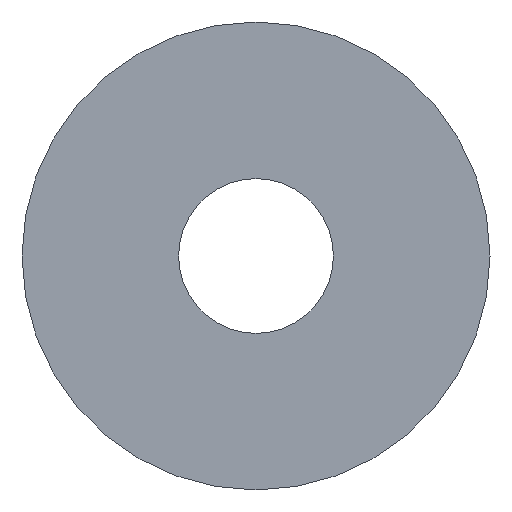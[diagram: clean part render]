
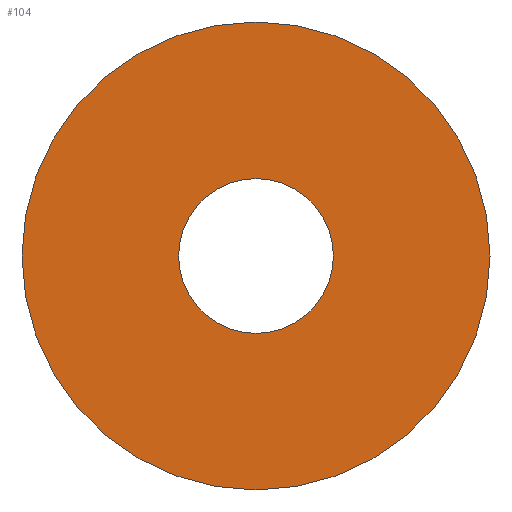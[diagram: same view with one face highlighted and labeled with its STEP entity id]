
A CAD part, front view. The second image highlights one B-rep face of the part: STEP entity #104.
In plain terms, the highlighted planar face has unit normal (0, -1, 0).
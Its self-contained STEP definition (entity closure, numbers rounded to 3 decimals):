
#7 = CARTESIAN_POINT ( 'NONE',  ( 74.5, 50.526, -42.28 ) ) ;
#8 = DIRECTION ( 'NONE',  ( 0., 1., 0. ) ) ;
#29 = VERTEX_POINT ( 'NONE', #158 ) ;
#31 = VERTEX_POINT ( 'NONE', #342 ) ;
#54 = DIRECTION ( 'NONE',  ( 0., 1., 0. ) ) ;
#58 = AXIS2_PLACEMENT_3D ( 'NONE', #228, #8, #351 ) ;
#75 = FACE_OUTER_BOUND ( 'NONE', #92, .T. ) ;
#76 = DIRECTION ( 'NONE',  ( 0., -1., 0. ) ) ;
#89 = VERTEX_POINT ( 'NONE', #7 ) ;
#92 = EDGE_LOOP ( 'NONE', ( #281, #297 ) ) ;
#104 = ADVANCED_FACE ( 'NONE', ( #347, #75 ), #165, .F. ) ;
#108 = CARTESIAN_POINT ( 'NONE',  ( 74.5, 50.526, -44.43 ) ) ;
#139 = EDGE_CURVE ( 'NONE', #31, #29, #197, .T. ) ;
#141 = DIRECTION ( 'NONE',  ( 0., 0., 1. ) ) ;
#158 = CARTESIAN_POINT ( 'NONE',  ( 74.5, 50.526, -50.93 ) ) ;
#162 = CIRCLE ( 'NONE', #198, 2.15 ) ;
#165 = PLANE ( 'NONE',  #58 ) ;
#166 = CARTESIAN_POINT ( 'NONE',  ( 74.5, 50.526, -44.43 ) ) ;
#172 = CIRCLE ( 'NONE', #398, 2.15 ) ;
#176 = EDGE_CURVE ( 'NONE', #305, #89, #172, .T. ) ;
#182 = CIRCLE ( 'NONE', #334, 6.5 ) ;
#197 = CIRCLE ( 'NONE', #291, 6.5 ) ;
#198 = AXIS2_PLACEMENT_3D ( 'NONE', #166, #76, #205 ) ;
#201 = DIRECTION ( 'NONE',  ( 0., -1., 0. ) ) ;
#205 = DIRECTION ( 'NONE',  ( 0., 0., 1. ) ) ;
#228 = CARTESIAN_POINT ( 'NONE',  ( 83.5, 50.526, -37.318 ) ) ;
#229 = CARTESIAN_POINT ( 'NONE',  ( 74.5, 50.526, -44.43 ) ) ;
#232 = CARTESIAN_POINT ( 'NONE',  ( 74.5, 50.526, -46.58 ) ) ;
#234 = CARTESIAN_POINT ( 'NONE',  ( 74.5, 50.526, -44.43 ) ) ;
#257 = DIRECTION ( 'NONE',  ( 0., 1., 0. ) ) ;
#259 = EDGE_CURVE ( 'NONE', #89, #305, #162, .T. ) ;
#261 = DIRECTION ( 'NONE',  ( 0., 0., 1. ) ) ;
#267 = EDGE_LOOP ( 'NONE', ( #337, #270 ) ) ;
#270 = ORIENTED_EDGE ( 'NONE', *, *, #176, .F. ) ;
#281 = ORIENTED_EDGE ( 'NONE', *, *, #139, .F. ) ;
#291 = AXIS2_PLACEMENT_3D ( 'NONE', #108, #257, #261 ) ;
#297 = ORIENTED_EDGE ( 'NONE', *, *, #380, .F. ) ;
#305 = VERTEX_POINT ( 'NONE', #232 ) ;
#334 = AXIS2_PLACEMENT_3D ( 'NONE', #234, #54, #400 ) ;
#337 = ORIENTED_EDGE ( 'NONE', *, *, #259, .F. ) ;
#342 = CARTESIAN_POINT ( 'NONE',  ( 74.5, 50.526, -37.93 ) ) ;
#347 = FACE_BOUND ( 'NONE', #267, .T. ) ;
#351 = DIRECTION ( 'NONE',  ( 1., 0., 0. ) ) ;
#380 = EDGE_CURVE ( 'NONE', #29, #31, #182, .T. ) ;
#398 = AXIS2_PLACEMENT_3D ( 'NONE', #229, #201, #141 ) ;
#400 = DIRECTION ( 'NONE',  ( 0., 0., 1. ) ) ;
